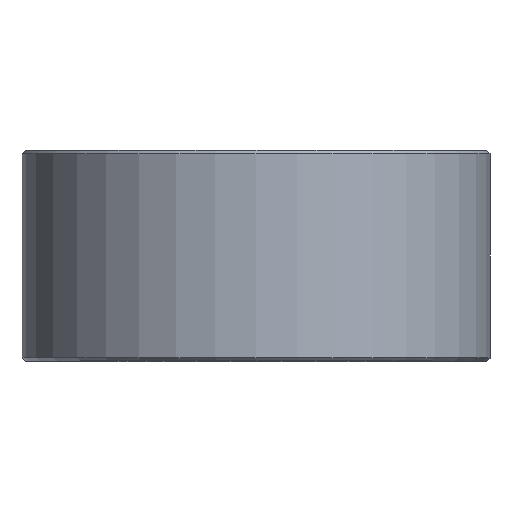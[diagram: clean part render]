
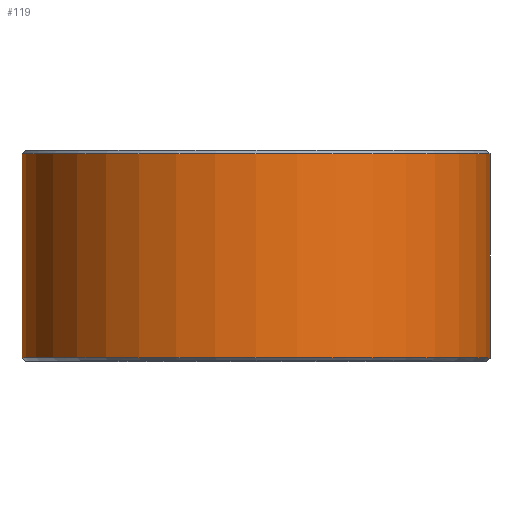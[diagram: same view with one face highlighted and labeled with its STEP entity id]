
A CAD part, top view. The second image highlights one B-rep face of the part: STEP entity #119.
In plain terms, the highlighted cylindrical face has radius 14.45 mm (diameter 28.9 mm), a partial arc.
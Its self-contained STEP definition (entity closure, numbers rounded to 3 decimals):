
#119 = ADVANCED_FACE( '', ( #233 ), #234, .T. );
#233 = FACE_OUTER_BOUND( '', #342, .T. );
#234 = CYLINDRICAL_SURFACE( '', #343, 14.45 );
#342 = EDGE_LOOP( '', ( #590, #591, #592, #593 ) );
#343 = AXIS2_PLACEMENT_3D( '', #594, #595, #596 );
#590 = ORIENTED_EDGE( '', *, *, #617, .T. );
#591 = ORIENTED_EDGE( '', *, *, #648, .T. );
#592 = ORIENTED_EDGE( '', *, *, #686, .F. );
#593 = ORIENTED_EDGE( '', *, *, #681, .T. );
#594 = CARTESIAN_POINT( '', ( 0., -6.5, 0. ) );
#595 = DIRECTION( '', ( 0., -1., 0. ) );
#596 = DIRECTION( '', ( 0., 0., 1. ) );
#617 = EDGE_CURVE( '', #721, #708, #722, .T. );
#648 = EDGE_CURVE( '', #708, #772, #774, .F. );
#681 = EDGE_CURVE( '', #806, #721, #816, .T. );
#686 = EDGE_CURVE( '', #806, #772, #822, .T. );
#708 = VERTEX_POINT( '', #850 );
#721 = VERTEX_POINT( '', #871 );
#722 = LINE( '', #872, #873 );
#772 = VERTEX_POINT( '', #936 );
#774 = CIRCLE( '', #941, 14.45 );
#806 = VERTEX_POINT( '', #990 );
#816 = CIRCLE( '', #1009, 14.45 );
#822 = LINE( '', #1018, #1019 );
#850 = CARTESIAN_POINT( '', ( -14.45, 6.3, 0. ) );
#871 = CARTESIAN_POINT( '', ( -14.45, -6.3, 0. ) );
#872 = CARTESIAN_POINT( '', ( -14.45, -6.5, 0. ) );
#873 = VECTOR( '', #1047, 1000. );
#936 = CARTESIAN_POINT( '', ( 14.45, 6.3, 0. ) );
#941 = AXIS2_PLACEMENT_3D( '', #1094, #1095, #1096 );
#990 = CARTESIAN_POINT( '', ( 14.45, -6.3, 0. ) );
#1009 = AXIS2_PLACEMENT_3D( '', #1123, #1124, #1125 );
#1018 = CARTESIAN_POINT( '', ( 14.45, -6.5, 0. ) );
#1019 = VECTOR( '', #1129, 1000. );
#1047 = DIRECTION( '', ( 0., 1., 0. ) );
#1094 = CARTESIAN_POINT( '', ( 0., 6.3, 0. ) );
#1095 = DIRECTION( '', ( 0., 1., 0. ) );
#1096 = DIRECTION( '', ( 0., 0., 1. ) );
#1123 = CARTESIAN_POINT( '', ( 0., -6.3, 0. ) );
#1124 = DIRECTION( '', ( 0., 1., 0. ) );
#1125 = DIRECTION( '', ( 0., 0., 1. ) );
#1129 = DIRECTION( '', ( 0., 1., 0. ) );
